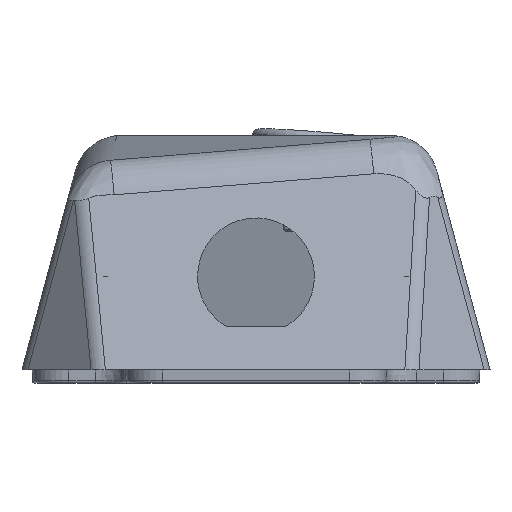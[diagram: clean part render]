
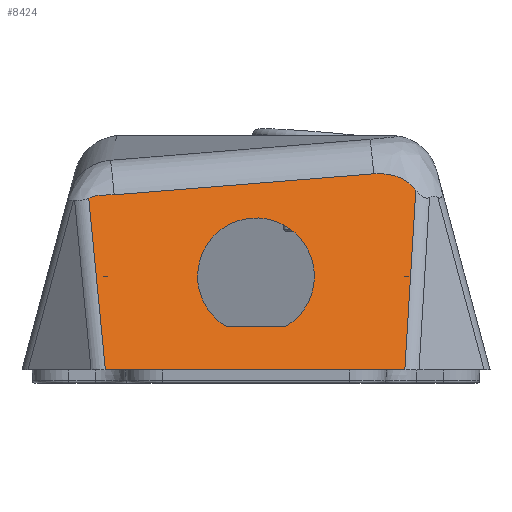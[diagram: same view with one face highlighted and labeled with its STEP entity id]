
A CAD part, front view. The second image highlights one B-rep face of the part: STEP entity #8424.
In plain terms, the highlighted planar face has unit normal (0, -0.966, 0.259).
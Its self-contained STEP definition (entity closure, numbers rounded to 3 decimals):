
#7286 = VERTEX_POINT('',#7287);
#7287 = CARTESIAN_POINT('',(4.417,-65.768,14.47));
#7293 = EDGE_CURVE('',#7294,#7286,#7296,.T.);
#7294 = VERTEX_POINT('',#7295);
#7295 = CARTESIAN_POINT('',(-4.417,-65.768,14.47));
#7296 = ELLIPSE('',#7297,9.038,8.73);
#7297 = AXIS2_PLACEMENT_3D('',#7298,#7299,#7300);
#7298 = CARTESIAN_POINT('',(0.,-63.75,22.));
#7299 = DIRECTION('',(0.,0.966,-0.259));
#7300 = DIRECTION('',(0.,0.259,0.966)
  );
#7318 = EDGE_CURVE('',#7286,#7294,#7319,.T.);
#7319 = LINE('',#7320,#7321);
#7320 = CARTESIAN_POINT('',(52.209,-65.768,14.47));
#7321 = VECTOR('',#7322,1.);
#7322 = DIRECTION('',(-1.,0.,0.));
#8424 = ADVANCED_FACE('',(#8425,#8489),#8493,.F.);
#8425 = FACE_BOUND('',#8426,.F.);
#8426 = EDGE_LOOP('',(#8427,#8437,#8452,#8460,#8475,#8483));
#8427 = ORIENTED_EDGE('',*,*,#8428,.T.);
#8428 = EDGE_CURVE('',#8429,#8431,#8433,.T.);
#8429 = VERTEX_POINT('',#8430);
#8430 = CARTESIAN_POINT('',(-22.535,-67.501,8.));
#8431 = VERTEX_POINT('',#8432);
#8432 = CARTESIAN_POINT('',(-25.019,-60.627,
    33.654));
#8433 = LINE('',#8434,#8435);
#8434 = CARTESIAN_POINT('',(-21.771,-69.615,
    0.111));
#8435 = VECTOR('',#8436,1.);
#8436 = DIRECTION('',(-0.093,0.258,0.962)
  );
#8437 = ORIENTED_EDGE('',*,*,#8438,.F.);
#8438 = EDGE_CURVE('',#8439,#8431,#8441,.T.);
#8439 = VERTEX_POINT('',#8440);
#8440 = CARTESIAN_POINT('',(-21.222,-60.484,
    34.19));
#8441 = B_SPLINE_CURVE_WITH_KNOTS('',9,(#8442,#8443,#8444,#8445,#8446,
    #8447,#8448,#8449,#8450,#8451),.UNSPECIFIED.,.F.,.F.,(10,10),(0.,1.)
  ,.PIECEWISE_BEZIER_KNOTS.);
#8442 = CARTESIAN_POINT('',(-21.222,-60.484,
    34.19));
#8443 = CARTESIAN_POINT('',(-21.913,-60.499,
    34.134));
#8444 = CARTESIAN_POINT('',(-22.61,-60.494,
    34.153));
#8445 = CARTESIAN_POINT('',(-23.295,-60.484,
    34.189));
#8446 = CARTESIAN_POINT('',(-23.998,-60.493,
    34.155));
#8447 = CARTESIAN_POINT('',(-24.683,-60.523,
    34.044));
#8448 = CARTESIAN_POINT('',(-25.411,-60.612,
    33.713));
#8449 = CARTESIAN_POINT('',(-25.928,-60.771,
    33.117));
#8450 = CARTESIAN_POINT('',(-26.143,-60.957,
    32.426));
#8451 = CARTESIAN_POINT('',(-26.079,-61.135,
    31.759));
#8452 = ORIENTED_EDGE('',*,*,#8453,.T.);
#8453 = EDGE_CURVE('',#8439,#8454,#8456,.T.);
#8454 = VERTEX_POINT('',#8455);
#8455 = CARTESIAN_POINT('',(17.601,-59.643,
    37.328));
#8456 = LINE('',#8457,#8458);
#8457 = CARTESIAN_POINT('',(-26.325,-60.594,
    33.778));
#8458 = VECTOR('',#8459,1.);
#8459 = DIRECTION('',(0.997,0.022,0.081
    ));
#8460 = ORIENTED_EDGE('',*,*,#8461,.T.);
#8461 = EDGE_CURVE('',#8454,#8462,#8464,.T.);
#8462 = VERTEX_POINT('',#8463);
#8463 = CARTESIAN_POINT('',(23.9,-60.294,
    34.899));
#8464 = B_SPLINE_CURVE_WITH_KNOTS('',9,(#8465,#8466,#8467,#8468,#8469,
    #8470,#8471,#8472,#8473,#8474),.UNSPECIFIED.,.F.,.F.,(10,10),(0.,1.)
  ,.PIECEWISE_BEZIER_KNOTS.);
#8465 = CARTESIAN_POINT('',(17.601,-59.643,
    37.328));
#8466 = CARTESIAN_POINT('',(18.803,-59.617,
    37.425));
#8467 = CARTESIAN_POINT('',(20.019,-59.632,
    37.371));
#8468 = CARTESIAN_POINT('',(21.228,-59.698,
    37.123));
#8469 = CARTESIAN_POINT('',(22.387,-59.826,
    36.646));
#8470 = CARTESIAN_POINT('',(23.431,-60.022,
    35.915));
#8471 = CARTESIAN_POINT('',(24.252,-60.282,
    34.943));
#8472 = CARTESIAN_POINT('',(24.776,-60.583,33.821
    ));
#8473 = CARTESIAN_POINT('',(24.992,-60.899,
    32.641));
#8474 = CARTESIAN_POINT('',(24.921,-61.211,
    31.478));
#8475 = ORIENTED_EDGE('',*,*,#8476,.T.);
#8476 = EDGE_CURVE('',#8462,#8477,#8479,.T.);
#8477 = VERTEX_POINT('',#8478);
#8478 = CARTESIAN_POINT('',(22.261,-67.501,8.));
#8479 = LINE('',#8480,#8481);
#8480 = CARTESIAN_POINT('',(23.696,-61.192,
    31.547));
#8481 = VECTOR('',#8482,1.);
#8482 = DIRECTION('',(-0.059,-0.258,
    -0.964));
#8483 = ORIENTED_EDGE('',*,*,#8484,.F.);
#8484 = EDGE_CURVE('',#8429,#8477,#8485,.T.);
#8485 = LINE('',#8486,#8487);
#8486 = CARTESIAN_POINT('',(50.,-67.501,8.));
#8487 = VECTOR('',#8488,1.);
#8488 = DIRECTION('',(1.,0.,0.));
#8489 = FACE_BOUND('',#8490,.F.);
#8490 = EDGE_LOOP('',(#8491,#8492));
#8491 = ORIENTED_EDGE('',*,*,#7293,.F.);
#8492 = ORIENTED_EDGE('',*,*,#7318,.F.);
#8493 = PLANE('',#8494);
#8494 = AXIS2_PLACEMENT_3D('',#8495,#8496,#8497);
#8495 = CARTESIAN_POINT('',(100.,-69.645,0.));
#8496 = DIRECTION('',(0.,0.966,-0.259));
#8497 = DIRECTION('',(0.,0.259,0.966));
